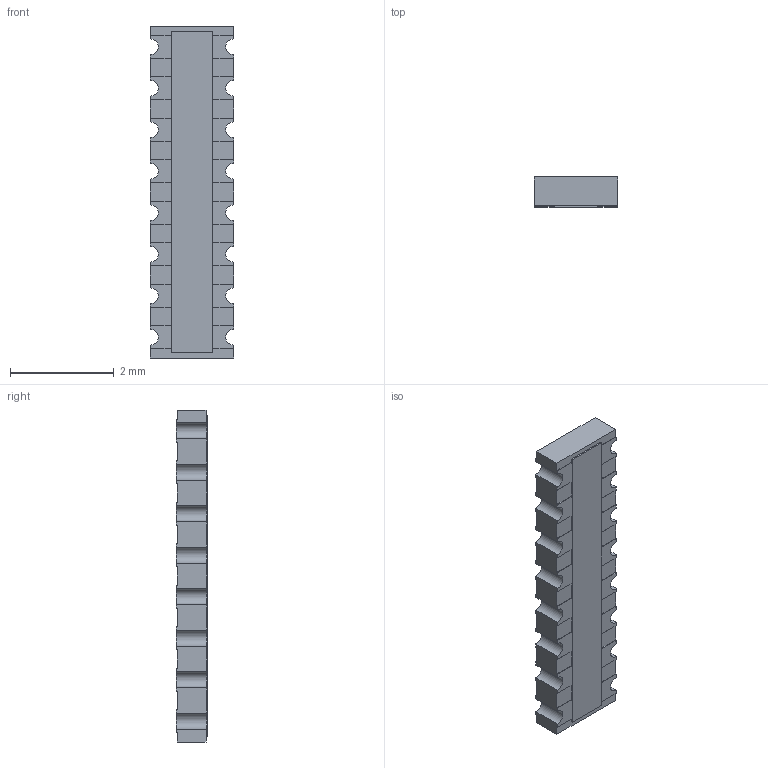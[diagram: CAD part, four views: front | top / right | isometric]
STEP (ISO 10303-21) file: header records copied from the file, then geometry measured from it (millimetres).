
FILE_DESCRIPTION((''),'2;1');
FILE_NAME('CAT16-PC4F12LF','2012-08-16T',('ryans'),('Bourns, Inc.'),'PRO/ENGINEER BY PARAMETRIC TECHNOLOGY CORPORATION, 2010100','PRO/ENGINEER BY PARAMETRIC TECHNOLOGY CORPORATION, 2010100','');
FILE_SCHEMA(('CONFIG_CONTROL_DESIGN'));
Length unit declared in the file: millimetre
Products named in the file (1): CAT16-PC4F12LF
Bounding box: 1.6 x 0.6 x 6.4 mm (x, y, z)
Volume: 5.6 mm3; surface area: 30.9 mm2
Topology: 1 solids, 1 shells, 170 faces, 504 edges, 336 vertices
Faces by surface type: plane 154, cylinder 16
Entity records: 5638 total; most frequent: CARTESIAN_POINT 1010, ORIENTED_EDGE 1008, DIRECTION 876, EDGE_CURVE 504, VECTOR 472, LINE 472, VERTEX_POINT 336, AXIS2_PLACEMENT_3D 202
